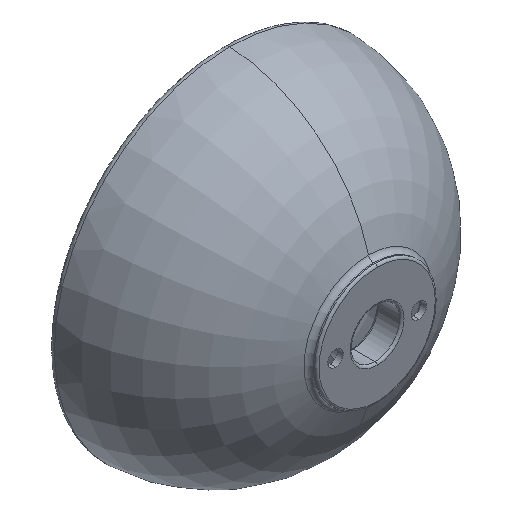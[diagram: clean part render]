
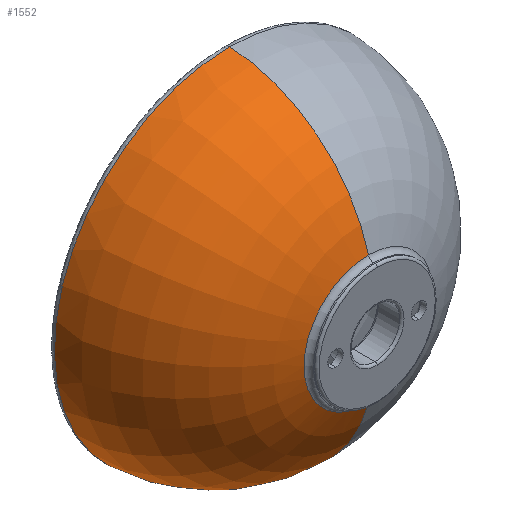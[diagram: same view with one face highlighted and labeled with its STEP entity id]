
A CAD part, isometric view. The second image highlights one B-rep face of the part: STEP entity #1552.
In plain terms, the highlighted toroidal (fillet/blend) face has major radius 23.267 mm and minor radius 136.733 mm.
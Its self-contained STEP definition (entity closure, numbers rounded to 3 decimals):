
#63 = CARTESIAN_POINT ( 'NONE',  ( -120.458, 134.496, 105.659 ) ) ;
#75 = CARTESIAN_POINT ( 'NONE',  ( -159.889, 134.496, 10.465 ) ) ;
#84 = CARTESIAN_POINT ( 'NONE',  ( -158.859, 134.496, -20.929 ) ) ;
#91 = CARTESIAN_POINT ( 'NONE',  ( -127.129, 134.496, -97.531 ) ) ;
#102 = CARTESIAN_POINT ( 'NONE',  ( -97.531, 134.496, 127.129 ) ) ;
#152 = DIRECTION ( 'NONE',  ( 0., -1., 0. ) ) ;
#170 = CIRCLE ( 'NONE', #799, 58.704 ) ;
#206 = CARTESIAN_POINT ( 'NONE',  ( -10.465, 134.496, -159.889 ) ) ;
#226 = EDGE_LOOP ( 'NONE', ( #881, #1259, #1708, #1249 ) ) ;
#333 = CARTESIAN_POINT ( 'NONE',  ( -159.889, 134.496, -10.465 ) ) ;
#345 = EDGE_CURVE ( 'NONE', #927, #792, #769, .T. ) ;
#351 = DIRECTION ( 'NONE',  ( -1., 0., 0. ) ) ;
#360 = CARTESIAN_POINT ( 'NONE',  ( 0., 134.496, 159.889 ) ) ;
#431 = CARTESIAN_POINT ( 'NONE',  ( 0., 7.939, 0. ) ) ;
#435 = CARTESIAN_POINT ( 'NONE',  ( 0., 140., 0. ) ) ;
#469 = CARTESIAN_POINT ( 'NONE',  ( -151.723, 134.496, -51.519 ) ) ;
#488 = CARTESIAN_POINT ( 'NONE',  ( -80.129, 134.496, -138.757 ) ) ;
#494 = CARTESIAN_POINT ( 'NONE',  ( -51.519, 134.496, 151.723 ) ) ;
#503 = CARTESIAN_POINT ( 'NONE',  ( -138.757, 134.496, -80.129 ) ) ;
#504 = VERTEX_POINT ( 'NONE', #1751 ) ;
#542 = AXIS2_PLACEMENT_3D ( 'NONE', #435, #152, #840 ) ;
#612 = CARTESIAN_POINT ( 'NONE',  ( -20.929, 134.496, -158.859 ) ) ;
#637 = CARTESIAN_POINT ( 'NONE',  ( -158.859, 134.496, 20.929 ) ) ;
#646 = CARTESIAN_POINT ( 'NONE',  ( 0., 7.939, -58.704 ) ) ;
#723 = DIRECTION ( 'NONE',  ( 1., 0., 0. ) ) ;
#755 = CARTESIAN_POINT ( 'NONE',  ( -70.855, 134.496, -143.714 ) ) ;
#763 = CARTESIAN_POINT ( 'NONE',  ( -105.659, 134.496, 120.458 ) ) ;
#769 = B_SPLINE_CURVE_WITH_KNOTS ( 'NONE', 3,
 ( #1707, #772, #1143, #1311, #494, #877, #1160, #102, #763, #63, #1169, #887, #1028, #1698, #1682, #637, #75, #333, #84, #1178, #469, #1716, #503, #91, #1431, #1037, #1576, #488, #755, #1045, #1569, #612, #206, #1588 ),
 .UNSPECIFIED., .F., .F.,
 ( 4, 2, 2, 2, 2, 2, 2, 2, 2, 2, 2, 2, 2, 2, 2, 2, 4 ),
 ( 0., 0.031, 0.062, 0.094, 0.125, 0.156, 0.187, 0.219, 0.25, 0.281, 0.312, 0.344, 0.375, 0.406, 0.437, 0.469, 0.5 ),
 .UNSPECIFIED. ) ;
#772 = CARTESIAN_POINT ( 'NONE',  ( -10.465, 134.496, 159.889 ) ) ;
#774 = EDGE_CURVE ( 'NONE', #792, #915, #1732, .T. ) ;
#792 = VERTEX_POINT ( 'NONE', #1301 ) ;
#799 = AXIS2_PLACEMENT_3D ( 'NONE', #431, #835, #1103 ) ;
#835 = DIRECTION ( 'NONE',  ( 0., 1., 0. ) ) ;
#840 = DIRECTION ( 'NONE',  ( 0., 0., -1. ) ) ;
#877 = CARTESIAN_POINT ( 'NONE',  ( -70.855, 134.496, 143.714 ) ) ;
#881 = ORIENTED_EDGE ( 'NONE', *, *, #1650, .F. ) ;
#887 = CARTESIAN_POINT ( 'NONE',  ( -138.757, 134.496, 80.129 ) ) ;
#892 = DIRECTION ( 'NONE',  ( 0., 0., 1. ) ) ;
#915 = VERTEX_POINT ( 'NONE', #646 ) ;
#927 = VERTEX_POINT ( 'NONE', #360 ) ;
#967 = CIRCLE ( 'NONE', #1084, 136.733 ) ;
#968 = EDGE_CURVE ( 'NONE', #915, #504, #170, .T. ) ;
#1028 = CARTESIAN_POINT ( 'NONE',  ( -143.714, 134.496, 70.855 ) ) ;
#1037 = CARTESIAN_POINT ( 'NONE',  ( -105.659, 134.496, -120.458 ) ) ;
#1045 = CARTESIAN_POINT ( 'NONE',  ( -51.519, 134.496, -151.723 ) ) ;
#1077 = FACE_OUTER_BOUND ( 'NONE', #226, .T. ) ;
#1084 = AXIS2_PLACEMENT_3D ( 'NONE', #1657, #723, #1526 ) ;
#1103 = DIRECTION ( 'NONE',  ( 0., 0., 1. ) ) ;
#1143 = CARTESIAN_POINT ( 'NONE',  ( -20.929, 134.496, 158.859 ) ) ;
#1160 = CARTESIAN_POINT ( 'NONE',  ( -80.129, 134.496, 138.757 ) ) ;
#1169 = CARTESIAN_POINT ( 'NONE',  ( -127.129, 134.496, 97.531 ) ) ;
#1178 = CARTESIAN_POINT ( 'NONE',  ( -154.775, 134.496, -41.456 ) ) ;
#1249 = ORIENTED_EDGE ( 'NONE', *, *, #968, .T. ) ;
#1259 = ORIENTED_EDGE ( 'NONE', *, *, #345, .T. ) ;
#1301 = CARTESIAN_POINT ( 'NONE',  ( 0., 134.496, -159.889 ) ) ;
#1311 = CARTESIAN_POINT ( 'NONE',  ( -41.456, 134.496, 154.775 ) ) ;
#1312 = TOROIDAL_SURFACE ( 'NONE', #542, 23.267, 136.733 ) ;
#1417 = CARTESIAN_POINT ( 'NONE',  ( 0., 140., -23.267 ) ) ;
#1431 = CARTESIAN_POINT ( 'NONE',  ( -120.458, 134.496, -105.659 ) ) ;
#1501 = AXIS2_PLACEMENT_3D ( 'NONE', #1417, #351, #892 ) ;
#1526 = DIRECTION ( 'NONE',  ( 0., 0., -1. ) ) ;
#1552 = ADVANCED_FACE ( 'NONE', ( #1077 ), #1312, .T. ) ;
#1569 = CARTESIAN_POINT ( 'NONE',  ( -41.456, 134.496, -154.775 ) ) ;
#1576 = CARTESIAN_POINT ( 'NONE',  ( -97.531, 134.496, -127.129 ) ) ;
#1588 = CARTESIAN_POINT ( 'NONE',  ( 0., 134.496, -159.889 ) ) ;
#1650 = EDGE_CURVE ( 'NONE', #927, #504, #967, .T. ) ;
#1657 = CARTESIAN_POINT ( 'NONE',  ( 0., 140., 23.267 ) ) ;
#1682 = CARTESIAN_POINT ( 'NONE',  ( -154.775, 134.496, 41.456 ) ) ;
#1698 = CARTESIAN_POINT ( 'NONE',  ( -151.723, 134.496, 51.519 ) ) ;
#1707 = CARTESIAN_POINT ( 'NONE',  ( 0., 134.496, 159.889 ) ) ;
#1708 = ORIENTED_EDGE ( 'NONE', *, *, #774, .T. ) ;
#1716 = CARTESIAN_POINT ( 'NONE',  ( -143.714, 134.496, -70.855 ) ) ;
#1732 = CIRCLE ( 'NONE', #1501, 136.733 ) ;
#1751 = CARTESIAN_POINT ( 'NONE',  ( 0., 7.939, 58.704 ) ) ;
